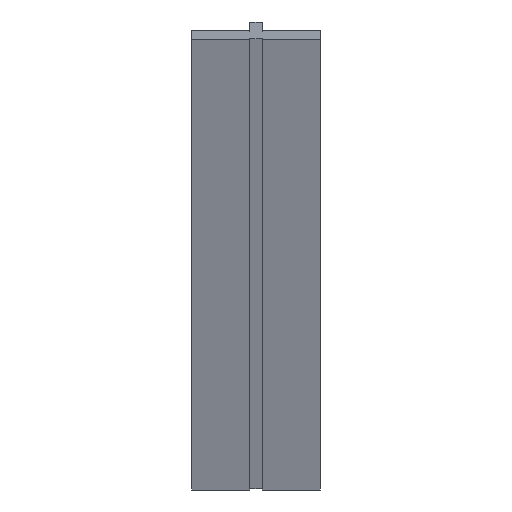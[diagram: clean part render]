
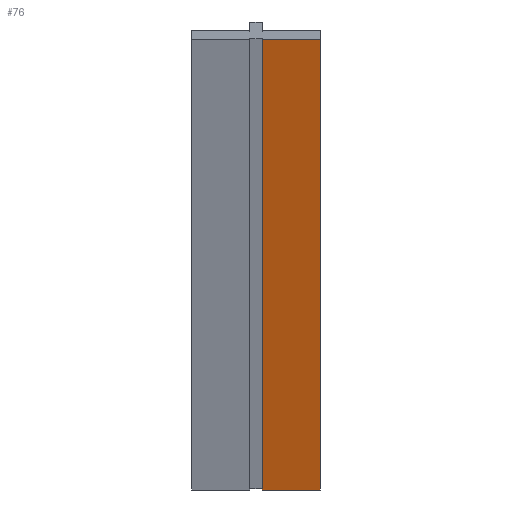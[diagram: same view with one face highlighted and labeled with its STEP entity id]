
A CAD part, top view. The second image highlights one B-rep face of the part: STEP entity #76.
In plain terms, the highlighted planar face has unit normal (0, -1, 0).
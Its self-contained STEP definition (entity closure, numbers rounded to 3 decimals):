
#8 = CARTESIAN_POINT ( 'NONE',  ( 2., -3., -80000. ) ) ;
#17 = DIRECTION ( 'NONE',  ( 0., 0., 1. ) ) ;
#38 = CARTESIAN_POINT ( 'NONE',  ( 20., -3., -80000. ) ) ;
#51 = VECTOR ( 'NONE', #17, 1000. ) ;
#76 = ADVANCED_FACE ( 'NONE', ( #219 ), #215, .T. ) ;
#77 = DIRECTION ( 'NONE',  ( 1., 0., 0. ) ) ;
#82 = LINE ( 'NONE', #362, #401 ) ;
#93 = EDGE_CURVE ( 'NONE', #377, #400, #193, .T. ) ;
#104 = EDGE_CURVE ( 'NONE', #277, #425, #296, .T. ) ;
#142 = EDGE_CURVE ( 'NONE', #425, #400, #266, .T. ) ;
#159 = EDGE_CURVE ( 'NONE', #277, #377, #82, .T. ) ;
#162 = EDGE_LOOP ( 'NONE', ( #444, #227, #423, #372 ) ) ;
#187 = DIRECTION ( 'NONE',  ( 1., 0., 0. ) ) ;
#193 = LINE ( 'NONE', #341, #436 ) ;
#195 = AXIS2_PLACEMENT_3D ( 'NONE', #328, #394, #77 ) ;
#212 = CARTESIAN_POINT ( 'NONE',  ( 20., -3., 0. ) ) ;
#215 = PLANE ( 'NONE',  #195 ) ;
#219 = FACE_OUTER_BOUND ( 'NONE', #162, .T. ) ;
#227 = ORIENTED_EDGE ( 'NONE', *, *, #104, .F. ) ;
#229 = CARTESIAN_POINT ( 'NONE',  ( 20., -3., 0. ) ) ;
#266 = LINE ( 'NONE', #229, #299 ) ;
#277 = VERTEX_POINT ( 'NONE', #305 ) ;
#296 = LINE ( 'NONE', #8, #51 ) ;
#299 = VECTOR ( 'NONE', #412, 1000. ) ;
#305 = CARTESIAN_POINT ( 'NONE',  ( 2., -3., -80000. ) ) ;
#320 = CARTESIAN_POINT ( 'NONE',  ( 2., -3., 0. ) ) ;
#328 = CARTESIAN_POINT ( 'NONE',  ( 20., -3., -80000. ) ) ;
#341 = CARTESIAN_POINT ( 'NONE',  ( 20., -3., -80000. ) ) ;
#362 = CARTESIAN_POINT ( 'NONE',  ( 20., -3., -80000. ) ) ;
#371 = DIRECTION ( 'NONE',  ( 0., 0., 1. ) ) ;
#372 = ORIENTED_EDGE ( 'NONE', *, *, #93, .T. ) ;
#377 = VERTEX_POINT ( 'NONE', #38 ) ;
#394 = DIRECTION ( 'NONE',  ( 0., -1., 0. ) ) ;
#400 = VERTEX_POINT ( 'NONE', #212 ) ;
#401 = VECTOR ( 'NONE', #187, 1000. ) ;
#412 = DIRECTION ( 'NONE',  ( 1., 0., 0. ) ) ;
#423 = ORIENTED_EDGE ( 'NONE', *, *, #159, .T. ) ;
#425 = VERTEX_POINT ( 'NONE', #320 ) ;
#436 = VECTOR ( 'NONE', #371, 1000. ) ;
#444 = ORIENTED_EDGE ( 'NONE', *, *, #142, .F. ) ;
